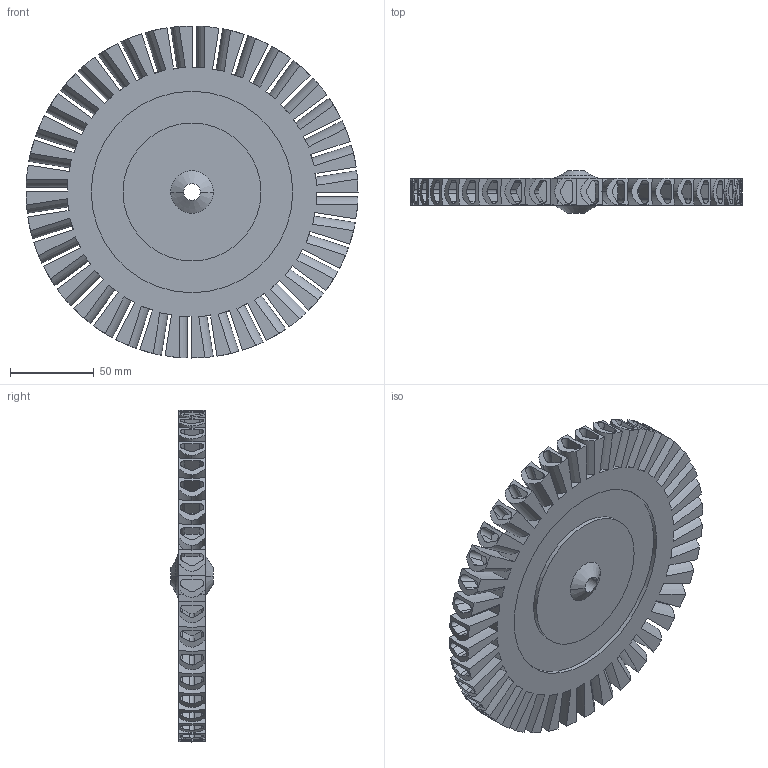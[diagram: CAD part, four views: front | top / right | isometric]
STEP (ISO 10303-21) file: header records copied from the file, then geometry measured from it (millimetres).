
FILE_DESCRIPTION (( 'STEP AP214' ), '1' );
FILE_NAME ('[TP] [Turb] Rotor49.STEP', '2024-05-10T01:57:43', ( '' ), ( '' ), 'SwSTEP 2.0', 'SolidWorks 2023', '' );
FILE_SCHEMA (( 'AUTOMOTIVE_DESIGN' ));
Length unit declared in the file: inch
Products named in the file (1): [TP] [Turb] Rotor49
Bounding box: 198.73 x 25.4 x 198.73 mm (x, y, z)
Volume: 355286.3 mm3; surface area: 114342.9 mm2
Topology: 1 solids, 1 shells, 582 faces, 1680 edges, 1144 vertices
Faces by surface type: cylinder 330, plane 166, bspline 80, cone 4, torus 2
Entity records: 22578 total; most frequent: CARTESIAN_POINT 8322, ORIENTED_EDGE 3360, DIRECTION 2556, EDGE_CURVE 1680, VERTEX_POINT 1144, AXIS2_PLACEMENT_3D 931, LINE 694, VECTOR 694
